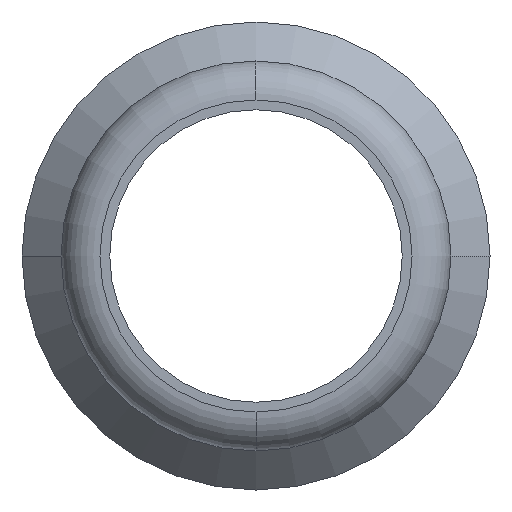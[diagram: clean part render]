
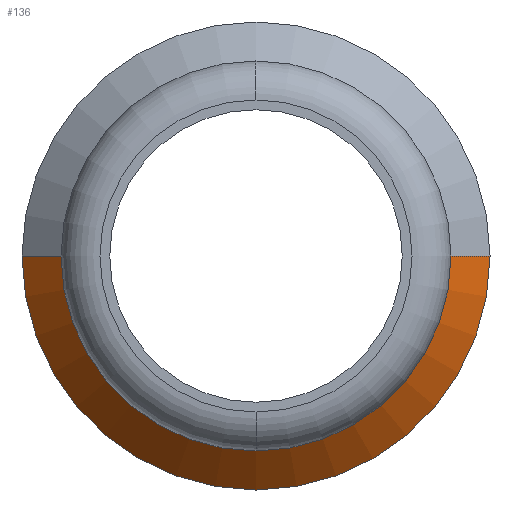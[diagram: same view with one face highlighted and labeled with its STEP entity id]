
A CAD part, front view. The second image highlights one B-rep face of the part: STEP entity #136.
In plain terms, the highlighted conical face has half-angle 45 degrees and reference radius 5.5 mm.
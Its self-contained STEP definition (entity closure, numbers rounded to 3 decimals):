
#136=ADVANCED_FACE('',(#283),#284,.T.);
#283=FACE_OUTER_BOUND('',#436,.T.);
#284=CONICAL_SURFACE('',#437,5.5,0.785);
#436=EDGE_LOOP('',(#749,#750,#751,#752));
#437=AXIS2_PLACEMENT_3D('',#753,#754,#755);
#749=ORIENTED_EDGE('',*,*,#940,.F.);
#750=ORIENTED_EDGE('',*,*,#891,.T.);
#751=ORIENTED_EDGE('',*,*,#942,.F.);
#752=ORIENTED_EDGE('',*,*,#972,.F.);
#753=CARTESIAN_POINT('',(0.0,5.5,0.0));
#754=DIRECTION('',(-0.0,1.0,-0.0));
#755=DIRECTION('',(1.0,0.0,0.0));
#891=EDGE_CURVE('',#1055,#1061,#1063,.T.);
#940=EDGE_CURVE('',#1055,#1130,#1131,.T.);
#942=EDGE_CURVE('',#1132,#1061,#1134,.T.);
#972=EDGE_CURVE('',#1130,#1132,#1168,.T.);
#1055=VERTEX_POINT('',#1265);
#1061=VERTEX_POINT('',#1272);
#1063=CIRCLE('',#1275,5.0);
#1130=VERTEX_POINT('',#1352);
#1131=LINE('',#1353,#1354);
#1132=VERTEX_POINT('',#1355);
#1134=LINE('',#1357,#1358);
#1168=CIRCLE('',#1398,6.0);
#1265=CARTESIAN_POINT('',(5.0,5.0,0.0));
#1272=CARTESIAN_POINT('',(-5.0,5.0,0.));
#1275=AXIS2_PLACEMENT_3D('',#1490,#1491,#1492);
#1352=CARTESIAN_POINT('',(6.0,6.0,0.0));
#1353=CARTESIAN_POINT('',(5.5,5.5,0.));
#1354=VECTOR('',#1578,1.0);
#1355=CARTESIAN_POINT('',(-6.0,6.0,0.));
#1357=CARTESIAN_POINT('',(-5.5,5.5,0.));
#1358=VECTOR('',#1582,1.0);
#1398=AXIS2_PLACEMENT_3D('',#1619,#1620,#1621);
#1490=CARTESIAN_POINT('',(0.0,5.0,0.0));
#1491=DIRECTION('',(-0.0,1.0,0.0));
#1492=DIRECTION('',(1.0,0.0,0.0));
#1578=DIRECTION('',(0.707,0.707,0.));
#1582=DIRECTION('',(0.707,-0.707,0.));
#1619=CARTESIAN_POINT('',(0.0,6.0,0.0));
#1620=DIRECTION('',(-0.0,1.0,0.0));
#1621=DIRECTION('',(1.0,0.0,0.0));
